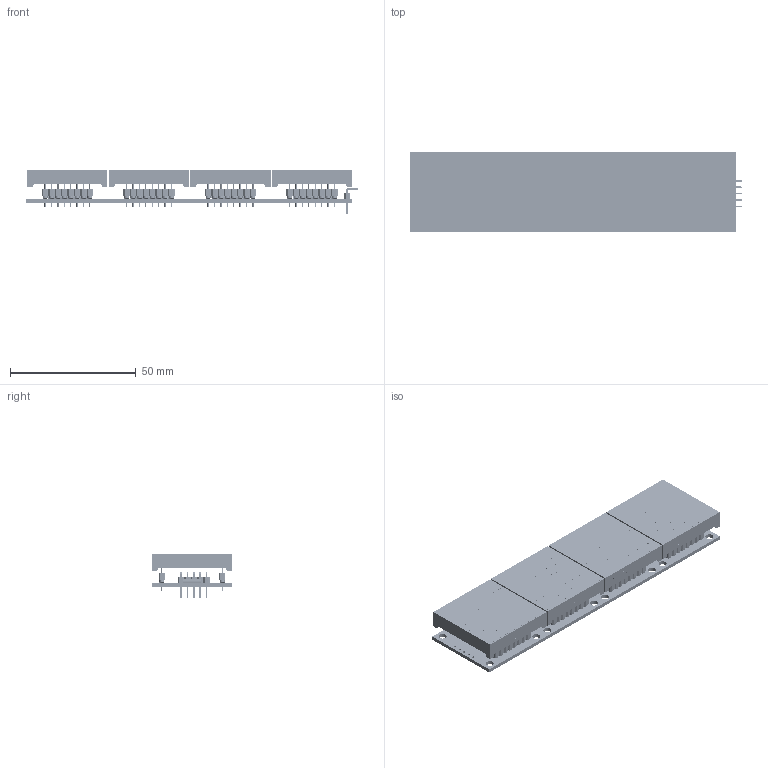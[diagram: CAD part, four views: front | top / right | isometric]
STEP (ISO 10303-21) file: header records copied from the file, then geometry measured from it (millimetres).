
FILE_DESCRIPTION (( 'STEP AP203' ), '1' );
FILE_NAME ('LED Matrix 32x8 - 4 Modules 8x8 with MAX7219 .STEP', '2020-07-01T18:17:45', ( '' ), ( '' ), 'SwSTEP 2.0', 'SolidWorks 2020', '' );
FILE_SCHEMA (( 'CONFIG_CONTROL_DESIGN' ));
Length unit declared in the file: millimetre
Products named in the file (6): 8x female rounded header; MAX7219--3DModel-STEP-56544; PCB; 90 5xHeader Pins; LED Matrix 32x8 - 4 Modules 8x8 with MAX7219 ; 1088AS
Assembly tree (18 placements, depth 2):
  LED Matrix 32x8 - 4 Modules 8x8 with MAX7219 
    PCB
    90 5xHeader Pins
    1088AS  x4
    8x female rounded header  x8
    MAX7219--3DModel-STEP-56544  x4
Bounding box: 131.87 x 32 x 17.7 mm (x, y, z)
Volume: 25270.1 mm3; surface area: 42127.9 mm2
Topology: 490 solids, 490 shells, 5530 faces, 12588 edges, 8112 vertices
Faces by surface type: plane 2884, cylinder 1922, cone 384, bspline 212, torus 128
Entity records: 46425 total; most frequent: CARTESIAN_POINT 10594, DIRECTION 7407, ORIENTED_EDGE 6838, EDGE_CURVE 3419, AXIS2_PLACEMENT_3D 2691, VERTEX_POINT 2234, LINE 2025, VECTOR 2025
